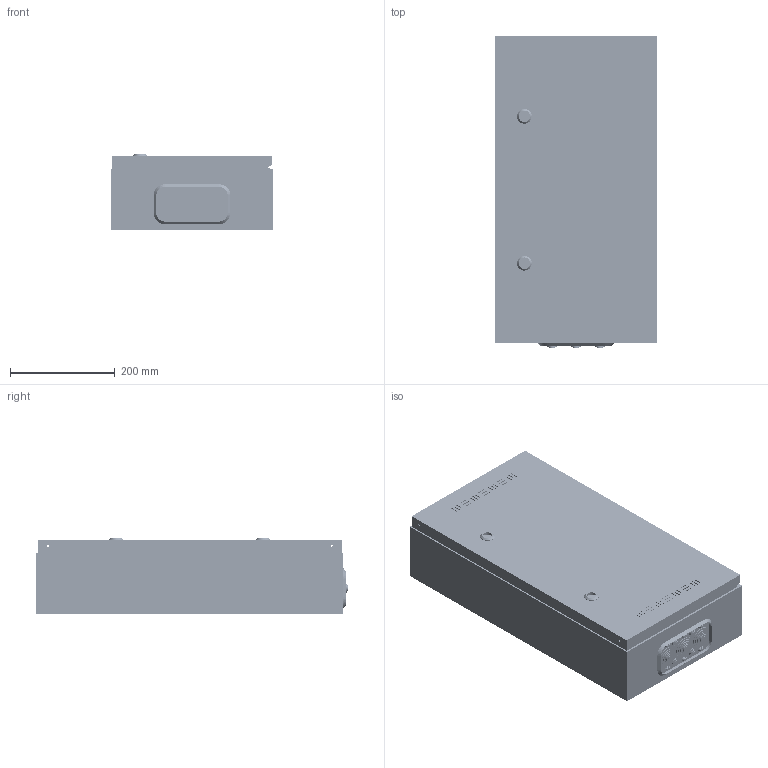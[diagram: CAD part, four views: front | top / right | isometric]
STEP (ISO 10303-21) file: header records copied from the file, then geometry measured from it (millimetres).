
FILE_DESCRIPTION (( 'STEP AP214' ), '1' );
FILE_NAME ('TI5-51-N-036-30 TITAN 5 Êîðïóñ ìóëüòèìåäèà ÙÐí-36 (1õ36) áåëûé IEK.STEP', '2024-12-06T12:41:32', ( '' ), ( '' ), 'SwSTEP 2.0', 'SolidWorks 2022', '' );
FILE_SCHEMA (( 'AUTOMOTIVE_DESIGN' ));
Length unit declared in the file: millimetre
Products named in the file (1): TI5-51-N-036-30 TITAN 5 Корпус мультимедиа ЩРн-36 (1х36) белый IEK
Bounding box: 310 x 593.17 x 144.1 mm (x, y, z)
Volume: 1163219.5 mm3; surface area: 1970408.4 mm2
Topology: 40 solids, 50 shells, 8757 faces, 23968 edges, 15551 vertices
Faces by surface type: cylinder 3780, plane 3655, cone 496, bspline 488, torus 285, sphere 53
Entity records: 422060 total; most frequent: CARTESIAN_POINT 97253, ORIENTED_EDGE 47896, DIRECTION 46638, EDGE_CURVE 23948, AXIS2_PLACEMENT_3D 17005, VERTEX_POINT 15551, LINE 12628, VECTOR 12628
